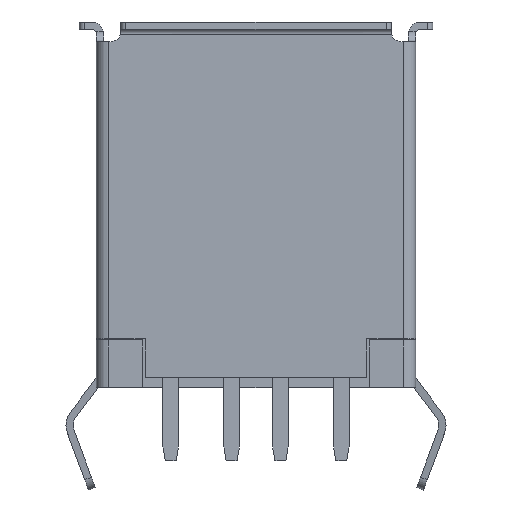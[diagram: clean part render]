
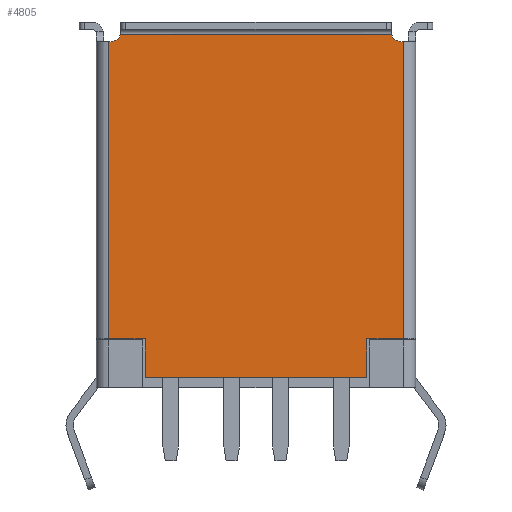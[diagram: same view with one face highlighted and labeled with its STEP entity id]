
A CAD part, top view. The second image highlights one B-rep face of the part: STEP entity #4805.
In plain terms, the highlighted planar face has unit normal (0, 0, 1).
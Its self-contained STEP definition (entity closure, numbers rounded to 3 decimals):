
#122=CARTESIAN_POINT('',(5.95,-0.4,2.85));
#123=DIRECTION('',(0.,0.,-1.));
#124=DIRECTION('',(0.,-1.,0.));
#125=AXIS2_PLACEMENT_3D('',#122,#123,#124);
#408=DIRECTION('',(0.,-1.,0.));
#409=VECTOR('',#408,12.2);
#410=CARTESIAN_POINT('',(6.05,-0.8,2.85));
#411=LINE('',#410,#409);
#550=DIRECTION('',(1.,0.,0.));
#551=VECTOR('',#550,9.1);
#552=CARTESIAN_POINT('',(-4.55,-14.6,2.85));
#553=LINE('',#552,#551);
#1178=DIRECTION('',(1.,0.,0.));
#1179=VECTOR('',#1178,1.5);
#1180=CARTESIAN_POINT('',(-6.05,-13.,2.85));
#1181=LINE('',#1180,#1179);
#1182=DIRECTION('',(0.,-1.,0.));
#1183=VECTOR('',#1182,12.2);
#1184=CARTESIAN_POINT('',(-6.05,-0.8,2.85));
#1185=LINE('',#1184,#1183);
#1186=DIRECTION('',(1.,0.,0.));
#1187=VECTOR('',#1186,0.1);
#1188=CARTESIAN_POINT('',(-6.05,-0.8,2.85));
#1189=LINE('',#1188,#1187);
#1190=DIRECTION('',(1.,0.,0.));
#1191=VECTOR('',#1190,11.125);
#1192=CARTESIAN_POINT('',(-5.563,-0.5,2.85));
#1193=LINE('',#1192,#1191);
#1194=DIRECTION('',(1.,0.,0.));
#1195=VECTOR('',#1194,0.1);
#1196=CARTESIAN_POINT('',(5.95,-0.8,2.85));
#1197=LINE('',#1196,#1195);
#1198=DIRECTION('',(-1.,0.,0.));
#1199=VECTOR('',#1198,1.5);
#1200=CARTESIAN_POINT('',(6.05,-13.,2.85));
#1201=LINE('',#1200,#1199);
#1202=DIRECTION('',(0.,1.,0.));
#1203=VECTOR('',#1202,1.6);
#1204=CARTESIAN_POINT('',(4.55,-14.6,2.85));
#1205=LINE('',#1204,#1203);
#1206=DIRECTION('',(0.,1.,0.));
#1207=VECTOR('',#1206,1.6);
#1208=CARTESIAN_POINT('',(-4.55,-14.6,2.85));
#1209=LINE('',#1208,#1207);
#1973=CARTESIAN_POINT('',(-5.95,-0.4,2.85));
#1974=DIRECTION('',(0.,0.,-1.));
#1975=DIRECTION('',(0.968,-0.25,0.));
#1976=AXIS2_PLACEMENT_3D('',#1973,#1974,#1975);
#2585=CARTESIAN_POINT('',(5.95,-0.8,2.85));
#2587=VERTEX_POINT('',#2585);
#2590=CARTESIAN_POINT('',(-5.95,-0.8,2.85));
#2592=VERTEX_POINT('',#2590);
#2617=CARTESIAN_POINT('',(-6.05,-0.8,2.85));
#2618=VERTEX_POINT('',#2617);
#2619=CARTESIAN_POINT('',(6.05,-0.8,2.85));
#2620=VERTEX_POINT('',#2619);
#2629=CARTESIAN_POINT('',(-5.563,-0.5,2.85));
#2630=CARTESIAN_POINT('',(5.563,-0.5,2.85));
#2631=VERTEX_POINT('',#2629);
#2632=VERTEX_POINT('',#2630);
#2822=CARTESIAN_POINT('',(6.05,-13.,2.85));
#2824=VERTEX_POINT('',#2822);
#2828=CARTESIAN_POINT('',(4.55,-13.,2.85));
#2829=VERTEX_POINT('',#2828);
#2830=CARTESIAN_POINT('',(4.55,-14.6,2.85));
#2831=VERTEX_POINT('',#2830);
#2846=CARTESIAN_POINT('',(-6.05,-13.,2.85));
#2847=VERTEX_POINT('',#2846);
#2848=CARTESIAN_POINT('',(-4.55,-13.,2.85));
#2849=VERTEX_POINT('',#2848);
#2850=CARTESIAN_POINT('',(-4.55,-14.6,2.85));
#2851=VERTEX_POINT('',#2850);
#4781=CARTESIAN_POINT('',(-6.05,0.,2.85));
#4782=DIRECTION('',(0.,0.,1.));
#4783=DIRECTION('',(1.,0.,0.));
#4784=AXIS2_PLACEMENT_3D('',#4781,#4782,#4783);
#4785=PLANE('',#4784);
#4787=ORIENTED_EDGE('',*,*,#4786,.F.);
#4789=ORIENTED_EDGE('',*,*,#4788,.F.);
#4790=ORIENTED_EDGE('',*,*,#3632,.T.);
#4792=ORIENTED_EDGE('',*,*,#4791,.F.);
#4793=ORIENTED_EDGE('',*,*,#4770,.T.);
#4794=ORIENTED_EDGE('',*,*,#3440,.F.);
#4795=ORIENTED_EDGE('',*,*,#3620,.T.);
#4796=ORIENTED_EDGE('',*,*,#3849,.T.);
#4797=ORIENTED_EDGE('',*,*,#3865,.T.);
#4799=ORIENTED_EDGE('',*,*,#4798,.F.);
#4800=ORIENTED_EDGE('',*,*,#4003,.F.);
#4802=ORIENTED_EDGE('',*,*,#4801,.T.);
#4803=EDGE_LOOP('',(#4787,#4789,#4790,#4792,#4793,#4794,#4795,#4796,#4797,#4799,
#4800,#4802));
#4804=FACE_OUTER_BOUND('',#4803,.F.);
#126=CIRCLE('',#125,0.4);
#1977=CIRCLE('',#1976,0.4);
#3440=EDGE_CURVE('',#2587,#2632,#126,.T.);
#3620=EDGE_CURVE('',#2587,#2620,#1197,.T.);
#3632=EDGE_CURVE('',#2618,#2592,#1189,.T.);
#3849=EDGE_CURVE('',#2620,#2824,#411,.T.);
#3865=EDGE_CURVE('',#2824,#2829,#1201,.T.);
#4003=EDGE_CURVE('',#2851,#2831,#553,.T.);
#4770=EDGE_CURVE('',#2631,#2632,#1193,.T.);
#4786=EDGE_CURVE('',#2847,#2849,#1181,.T.);
#4788=EDGE_CURVE('',#2618,#2847,#1185,.T.);
#4791=EDGE_CURVE('',#2631,#2592,#1977,.T.);
#4798=EDGE_CURVE('',#2831,#2829,#1205,.T.);
#4801=EDGE_CURVE('',#2851,#2849,#1209,.T.);
#4805=ADVANCED_FACE('',(#4804),#4785,.T.);
